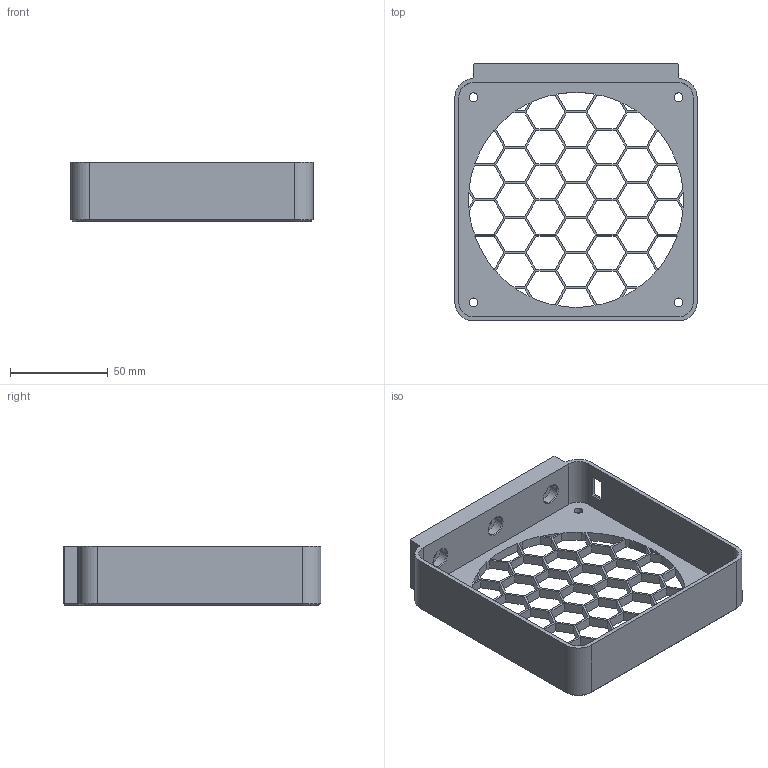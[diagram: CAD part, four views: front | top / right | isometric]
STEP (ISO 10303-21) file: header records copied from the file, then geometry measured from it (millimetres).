
FILE_DESCRIPTION(/* description */ ('','CAx-IF Rec.Pracs.---Representation and Presentation of Product Manufacturing Information (PMI)---4.0---2014-10-13'),/* implementation_level */ '2;1');
FILE_NAME(/* name */ 'Wind Sim - Main Housing.step',/* time_stamp */ '2025-02-25T21:01:23-05:00',/* author */ (''),/* organization */ (''),/* preprocessor_version */ 'ST-DEVELOPER v20',/* originating_system */ 'Autodesk Translation Framework v13.20.0.188',/* authorisation */ '');
FILE_SCHEMA (('AP242_MANAGED_MODEL_BASED_3D_ENGINEERING_MIM_LF { 1 0 10303 442 1 1 4 }'));
Length unit declared in the file: millimetre
Products named in the file (1): Wind Sim fan box
Bounding box: 124 x 132 x 30.5 mm (x, y, z)
Volume: 81374.2 mm3; surface area: 53550.6 mm2
Topology: 1 solids, 1 shells, 323 faces, 925 edges, 608 vertices
Faces by surface type: plane 270, cylinder 42, cone 11
Full cylindrical faces by diameter (mm): 4.5 x7, 9.75 x3
Entity records: 10628 total; most frequent: CARTESIAN_POINT 1863, ORIENTED_EDGE 1850, DIRECTION 1669, EDGE_CURVE 925, LINE 825, VECTOR 825, VERTEX_POINT 608, EDGE_LOOP 429
